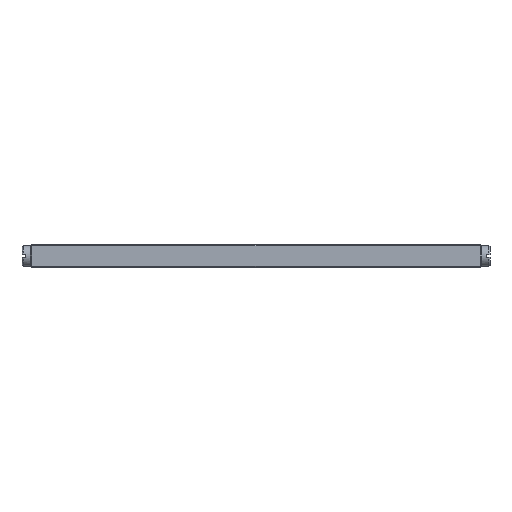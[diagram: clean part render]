
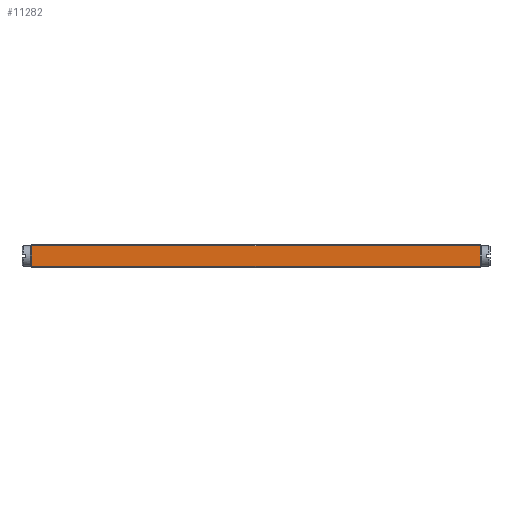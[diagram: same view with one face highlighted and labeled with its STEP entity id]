
A CAD part, front view. The second image highlights one B-rep face of the part: STEP entity #11282.
In plain terms, the highlighted planar face has unit normal (0, -1, 0).
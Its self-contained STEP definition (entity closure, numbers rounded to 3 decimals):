
#11282=ADVANCED_FACE('',(#14571),#13148,.T.);
#13148=PLANE('',#45231);
#14571=FACE_OUTER_BOUND('',#16440,.T.);
#16440=EDGE_LOOP('',(#21057,#21058,#21059,#21060));
#21057=ORIENTED_EDGE('',*,*,#33499,.T.);
#21058=ORIENTED_EDGE('',*,*,#33500,.T.);
#21059=ORIENTED_EDGE('',*,*,#33501,.T.);
#21060=ORIENTED_EDGE('',*,*,#33502,.T.);
#29747=VERTEX_POINT('',#58971);
#29748=VERTEX_POINT('',#58972);
#29749=VERTEX_POINT('',#58974);
#29750=VERTEX_POINT('',#58976);
#33499=EDGE_CURVE('',#29747,#29748,#38107,.T.);
#33500=EDGE_CURVE('',#29748,#29749,#38108,.T.);
#33501=EDGE_CURVE('',#29749,#29750,#38109,.T.);
#33502=EDGE_CURVE('',#29750,#29747,#38110,.T.);
#38107=LINE('',#58970,#41891);
#38108=LINE('',#58973,#41892);
#38109=LINE('',#58975,#41893);
#38110=LINE('',#58977,#41894);
#41891=VECTOR('',#48608,1.);
#41892=VECTOR('',#48609,1.);
#41893=VECTOR('',#48610,1.);
#41894=VECTOR('',#48611,1.);
#45231=AXIS2_PLACEMENT_3D('',#58978,#48612,#48613);
#48608=DIRECTION('',(1.,0.,0.));
#48609=DIRECTION('',(0.,0.,1.));
#48610=DIRECTION('',(-1.,0.,0.));
#48611=DIRECTION('',(0.,0.,-1.));
#48612=DIRECTION('',(0.,-1.,0.));
#48613=DIRECTION('',(0.,0.,1.));
#58970=CARTESIAN_POINT('',(40.,-3.95,0.15));
#58971=CARTESIAN_POINT('',(0.2,-3.95,0.15));
#58972=CARTESIAN_POINT('',(79.8,-3.95,0.15));
#58973=CARTESIAN_POINT('',(79.8,-3.95,-0.05));
#58974=CARTESIAN_POINT('',(79.8,-3.95,3.75));
#58975=CARTESIAN_POINT('',(40.,-3.95,3.75));
#58976=CARTESIAN_POINT('',(0.2,-3.95,3.75));
#58977=CARTESIAN_POINT('',(0.2,-3.95,-0.05));
#58978=CARTESIAN_POINT('',(40.,-3.95,-0.05));
